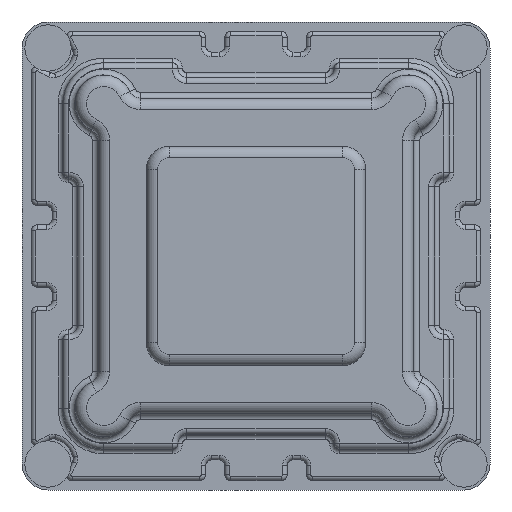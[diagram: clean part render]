
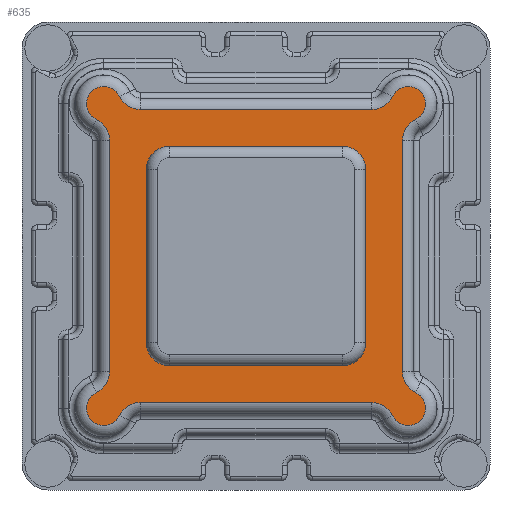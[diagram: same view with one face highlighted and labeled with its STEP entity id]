
A CAD part, left-side view. The second image highlights one B-rep face of the part: STEP entity #635.
In plain terms, the highlighted planar face has unit normal (-1, 0, 0).
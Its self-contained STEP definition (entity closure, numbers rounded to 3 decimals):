
#635=ADVANCED_FACE('',(#1367,#1065),#3925,.T.);
#1065=FACE_OUTER_BOUND('',#1510,.F.);
#1367=FACE_BOUND('',#1509,.F.);
#1509=EDGE_LOOP('',(#2523,#2524,#2525,#2526,#2527,#2528,#2529,#2530));
#1510=EDGE_LOOP('',(#2531,#2532,#2533,#2534,#2535,#2536,#2537,#2538,#2539,
#2540,#2541,#2542,#2543,#2544,#2545,#2546));
#2523=ORIENTED_EDGE('',*,*,#5745,.T.);
#2524=ORIENTED_EDGE('',*,*,#5744,.T.);
#2525=ORIENTED_EDGE('',*,*,#5743,.T.);
#2526=ORIENTED_EDGE('',*,*,#5742,.T.);
#2527=ORIENTED_EDGE('',*,*,#5741,.T.);
#2528=ORIENTED_EDGE('',*,*,#5740,.T.);
#2529=ORIENTED_EDGE('',*,*,#5739,.T.);
#2530=ORIENTED_EDGE('',*,*,#5738,.T.);
#2531=ORIENTED_EDGE('',*,*,#6048,.T.);
#2532=ORIENTED_EDGE('',*,*,#6046,.F.);
#2533=ORIENTED_EDGE('',*,*,#6044,.T.);
#2534=ORIENTED_EDGE('',*,*,#6042,.T.);
#2535=ORIENTED_EDGE('',*,*,#6040,.T.);
#2536=ORIENTED_EDGE('',*,*,#6038,.F.);
#2537=ORIENTED_EDGE('',*,*,#6036,.T.);
#2538=ORIENTED_EDGE('',*,*,#6034,.T.);
#2539=ORIENTED_EDGE('',*,*,#6032,.T.);
#2540=ORIENTED_EDGE('',*,*,#6030,.F.);
#2541=ORIENTED_EDGE('',*,*,#6028,.T.);
#2542=ORIENTED_EDGE('',*,*,#6026,.T.);
#2543=ORIENTED_EDGE('',*,*,#6024,.T.);
#2544=ORIENTED_EDGE('',*,*,#6022,.F.);
#2545=ORIENTED_EDGE('',*,*,#6020,.T.);
#2546=ORIENTED_EDGE('',*,*,#6018,.T.);
#3925=PLANE('',#8657);
#5014=CIRCLE('',#8135,2.);
#5015=CIRCLE('',#8136,2.);
#5016=CIRCLE('',#8137,2.);
#5017=CIRCLE('',#8138,2.);
#5086=CIRCLE('',#8207,2.);
#5088=CIRCLE('',#8209,1.5);
#5090=CIRCLE('',#8211,2.);
#5092=CIRCLE('',#8213,2.);
#5094=CIRCLE('',#8215,1.5);
#5096=CIRCLE('',#8217,2.);
#5098=CIRCLE('',#8219,2.);
#5100=CIRCLE('',#8221,1.5);
#5102=CIRCLE('',#8223,2.);
#5104=CIRCLE('',#8225,2.);
#5106=CIRCLE('',#8227,1.5);
#5108=CIRCLE('',#8229,2.);
#5738=EDGE_CURVE('',#7593,#7592,#5014,.T.);
#5739=EDGE_CURVE('',#7591,#7593,#6578,.T.);
#5740=EDGE_CURVE('',#7590,#7591,#5015,.T.);
#5741=EDGE_CURVE('',#7589,#7590,#6579,.T.);
#5742=EDGE_CURVE('',#7588,#7589,#5016,.T.);
#5743=EDGE_CURVE('',#7587,#7588,#6580,.T.);
#5744=EDGE_CURVE('',#7586,#7587,#5017,.T.);
#5745=EDGE_CURVE('',#7592,#7586,#6581,.T.);
#6018=EDGE_CURVE('',#7433,#7432,#6786,.T.);
#6020=EDGE_CURVE('',#7429,#7433,#5086,.T.);
#6022=EDGE_CURVE('',#7429,#7427,#5088,.T.);
#6024=EDGE_CURVE('',#7425,#7427,#5090,.T.);
#6026=EDGE_CURVE('',#7423,#7425,#6788,.T.);
#6028=EDGE_CURVE('',#7421,#7423,#5092,.T.);
#6030=EDGE_CURVE('',#7421,#7419,#5094,.T.);
#6032=EDGE_CURVE('',#7417,#7419,#5096,.T.);
#6034=EDGE_CURVE('',#7415,#7417,#6790,.T.);
#6036=EDGE_CURVE('',#7413,#7415,#5098,.T.);
#6038=EDGE_CURVE('',#7413,#7411,#5100,.T.);
#6040=EDGE_CURVE('',#7409,#7411,#5102,.T.);
#6042=EDGE_CURVE('',#7407,#7409,#6792,.T.);
#6044=EDGE_CURVE('',#7405,#7407,#5104,.T.);
#6046=EDGE_CURVE('',#7405,#7403,#5106,.T.);
#6048=EDGE_CURVE('',#7432,#7403,#5108,.T.);
#6578=LINE('',#12358,#7026);
#6579=LINE('',#12360,#7027);
#6580=LINE('',#12362,#7028);
#6581=LINE('',#12364,#7029);
#6786=LINE('',#12637,#7234);
#6788=LINE('',#12645,#7236);
#6790=LINE('',#12653,#7238);
#6792=LINE('',#12661,#7240);
#7026=VECTOR('',#9477,15.);
#7027=VECTOR('',#9480,15.);
#7028=VECTOR('',#9483,15.);
#7029=VECTOR('',#9486,15.);
#7234=VECTOR('',#9827,20.014);
#7236=VECTOR('',#9841,20.014);
#7238=VECTOR('',#9855,20.014);
#7240=VECTOR('',#9869,20.014);
#7403=VERTEX_POINT('',#11502);
#7405=VERTEX_POINT('',#11504);
#7407=VERTEX_POINT('',#11506);
#7409=VERTEX_POINT('',#11508);
#7411=VERTEX_POINT('',#11510);
#7413=VERTEX_POINT('',#11512);
#7415=VERTEX_POINT('',#11514);
#7417=VERTEX_POINT('',#11516);
#7419=VERTEX_POINT('',#11518);
#7421=VERTEX_POINT('',#11520);
#7423=VERTEX_POINT('',#11522);
#7425=VERTEX_POINT('',#11524);
#7427=VERTEX_POINT('',#11526);
#7429=VERTEX_POINT('',#11528);
#7432=VERTEX_POINT('',#11531);
#7433=VERTEX_POINT('',#11532);
#7586=VERTEX_POINT('',#11685);
#7587=VERTEX_POINT('',#11686);
#7588=VERTEX_POINT('',#11687);
#7589=VERTEX_POINT('',#11688);
#7590=VERTEX_POINT('',#11689);
#7591=VERTEX_POINT('',#11690);
#7592=VERTEX_POINT('',#11691);
#7593=VERTEX_POINT('',#11692);
#8135=AXIS2_PLACEMENT_3D('',#12357,#9475,#9476);
#8136=AXIS2_PLACEMENT_3D('',#12359,#9478,#9479);
#8137=AXIS2_PLACEMENT_3D('',#12361,#9481,#9482);
#8138=AXIS2_PLACEMENT_3D('',#12363,#9484,#9485);
#8207=AXIS2_PLACEMENT_3D('',#12639,#9829,#9830);
#8209=AXIS2_PLACEMENT_3D('',#12641,#9833,#9834);
#8211=AXIS2_PLACEMENT_3D('',#12643,#9837,#9838);
#8213=AXIS2_PLACEMENT_3D('',#12647,#9843,#9844);
#8215=AXIS2_PLACEMENT_3D('',#12649,#9847,#9848);
#8217=AXIS2_PLACEMENT_3D('',#12651,#9851,#9852);
#8219=AXIS2_PLACEMENT_3D('',#12655,#9857,#9858);
#8221=AXIS2_PLACEMENT_3D('',#12657,#9861,#9862);
#8223=AXIS2_PLACEMENT_3D('',#12659,#9865,#9866);
#8225=AXIS2_PLACEMENT_3D('',#12663,#9871,#9872);
#8227=AXIS2_PLACEMENT_3D('',#12665,#9875,#9876);
#8229=AXIS2_PLACEMENT_3D('',#12667,#9879,#9880);
#8657=AXIS2_PLACEMENT_3D('',#13175,#10815,#10816);
#9475=DIRECTION('',(-1.,0.,0.));
#9476=DIRECTION('',(0.,0.,1.));
#9477=DIRECTION('',(0.,1.,0.));
#9478=DIRECTION('',(-1.,0.,0.));
#9479=DIRECTION('',(0.,-1.,0.));
#9480=DIRECTION('',(0.,0.,1.));
#9481=DIRECTION('',(-1.,0.,0.));
#9482=DIRECTION('',(0.,0.,-1.));
#9483=DIRECTION('',(0.,-1.,0.));
#9484=DIRECTION('',(-1.,0.,0.));
#9485=DIRECTION('',(0.,1.,0.));
#9486=DIRECTION('',(0.,0.,-1.));
#9827=DIRECTION('',(0.,-1.,0.));
#9829=DIRECTION('',(-1.,0.,0.));
#9830=DIRECTION('',(0.,0.904,-0.429));
#9833=DIRECTION('',(-1.,0.,0.));
#9834=DIRECTION('',(0.,-0.904,0.429));
#9837=DIRECTION('',(-1.,0.,0.));
#9838=DIRECTION('',(0.,-1.,0.));
#9841=DIRECTION('',(0.,0.,1.));
#9843=DIRECTION('',(-1.,0.,0.));
#9844=DIRECTION('',(0.,-0.429,-0.904));
#9847=DIRECTION('',(-1.,0.,0.));
#9848=DIRECTION('',(0.,0.429,0.904));
#9851=DIRECTION('',(-1.,0.,0.));
#9852=DIRECTION('',(0.,0.,1.));
#9855=DIRECTION('',(0.,1.,0.));
#9857=DIRECTION('',(-1.,0.,0.));
#9858=DIRECTION('',(0.,-0.904,0.429));
#9861=DIRECTION('',(-1.,0.,0.));
#9862=DIRECTION('',(0.,0.904,-0.429));
#9865=DIRECTION('',(-1.,0.,0.));
#9866=DIRECTION('',(0.,1.,0.));
#9869=DIRECTION('',(0.,0.,-1.));
#9871=DIRECTION('',(-1.,0.,0.));
#9872=DIRECTION('',(0.,0.429,0.904));
#9875=DIRECTION('',(-1.,0.,0.));
#9876=DIRECTION('',(0.,-0.429,-0.904));
#9879=DIRECTION('',(-1.,0.,0.));
#9880=DIRECTION('',(0.,0.,-1.));
#10815=DIRECTION('',(-1.,0.,0.));
#10816=DIRECTION('',(0.,0.,1.));
#11502=CARTESIAN_POINT('',(66.515,-211.815,49.812));
#11504=CARTESIAN_POINT('',(66.515,-213.813,47.814));
#11506=CARTESIAN_POINT('',(66.515,-212.67,46.007));
#11508=CARTESIAN_POINT('',(66.515,-212.669,25.992));
#11510=CARTESIAN_POINT('',(66.515,-213.812,24.185));
#11512=CARTESIAN_POINT('',(66.515,-211.813,22.187));
#11514=CARTESIAN_POINT('',(66.515,-210.007,23.33));
#11516=CARTESIAN_POINT('',(66.515,-189.992,23.331));
#11518=CARTESIAN_POINT('',(66.515,-188.185,22.188));
#11520=CARTESIAN_POINT('',(66.515,-186.187,24.187));
#11522=CARTESIAN_POINT('',(66.515,-187.33,25.993));
#11524=CARTESIAN_POINT('',(66.515,-187.331,46.008));
#11526=CARTESIAN_POINT('',(66.515,-186.188,47.815));
#11528=CARTESIAN_POINT('',(66.515,-188.186,49.813));
#11531=CARTESIAN_POINT('',(66.515,-210.008,48.669));
#11532=CARTESIAN_POINT('',(66.515,-189.993,48.67));
#11685=CARTESIAN_POINT('',(66.515,-190.5,28.5));
#11686=CARTESIAN_POINT('',(66.515,-192.5,26.5));
#11687=CARTESIAN_POINT('',(66.515,-207.5,26.5));
#11688=CARTESIAN_POINT('',(66.515,-209.5,28.5));
#11689=CARTESIAN_POINT('',(66.515,-209.5,43.5));
#11690=CARTESIAN_POINT('',(66.515,-207.5,45.5));
#11691=CARTESIAN_POINT('',(66.515,-190.5,43.5));
#11692=CARTESIAN_POINT('',(66.515,-192.5,45.5));
#12357=CARTESIAN_POINT('',(66.515,-192.5,43.5));
#12358=CARTESIAN_POINT('',(66.515,-207.5,45.5));
#12359=CARTESIAN_POINT('',(66.515,-207.5,43.5));
#12360=CARTESIAN_POINT('',(66.515,-209.5,28.5));
#12361=CARTESIAN_POINT('',(66.515,-207.5,28.5));
#12362=CARTESIAN_POINT('',(66.515,-192.5,26.5));
#12363=CARTESIAN_POINT('',(66.515,-192.5,28.5));
#12364=CARTESIAN_POINT('',(66.515,-190.5,43.5));
#12637=CARTESIAN_POINT('',(66.515,-189.993,48.67));
#12639=CARTESIAN_POINT('',(66.515,-189.994,50.67));
#12641=CARTESIAN_POINT('',(66.515,-186.831,49.17));
#12643=CARTESIAN_POINT('',(66.515,-185.331,46.008));
#12645=CARTESIAN_POINT('',(66.515,-187.33,25.993));
#12647=CARTESIAN_POINT('',(66.515,-185.33,25.994));
#12649=CARTESIAN_POINT('',(66.515,-186.83,22.831));
#12651=CARTESIAN_POINT('',(66.515,-189.992,21.331));
#12653=CARTESIAN_POINT('',(66.515,-210.007,23.33));
#12655=CARTESIAN_POINT('',(66.515,-210.006,21.33));
#12657=CARTESIAN_POINT('',(66.515,-213.169,22.83));
#12659=CARTESIAN_POINT('',(66.515,-214.669,25.992));
#12661=CARTESIAN_POINT('',(66.515,-212.67,46.007));
#12663=CARTESIAN_POINT('',(66.515,-214.67,46.006));
#12665=CARTESIAN_POINT('',(66.515,-213.17,49.169));
#12667=CARTESIAN_POINT('',(66.515,-210.008,50.669));
#13175=CARTESIAN_POINT('',(66.515,-215.673,20.327));
